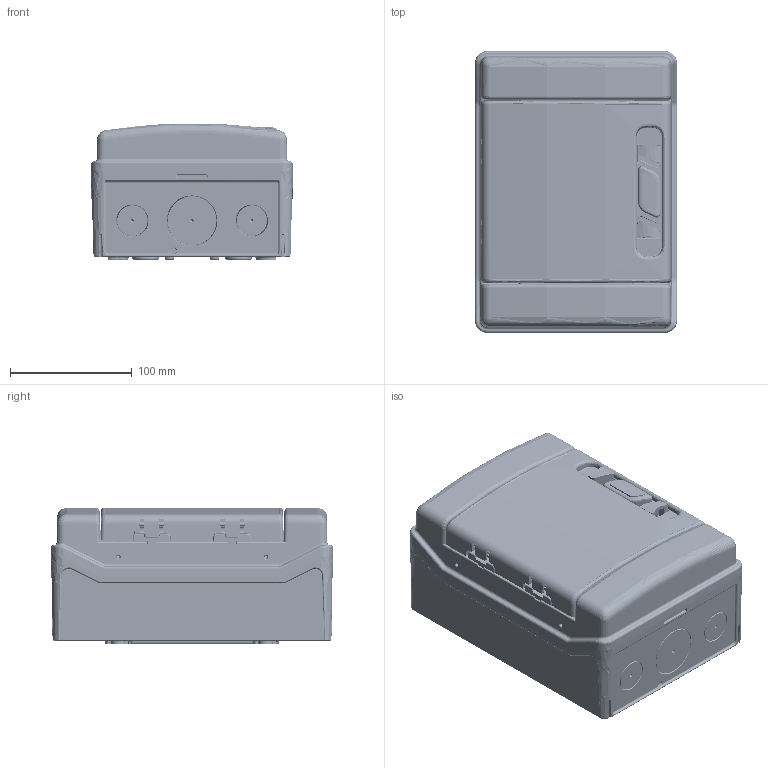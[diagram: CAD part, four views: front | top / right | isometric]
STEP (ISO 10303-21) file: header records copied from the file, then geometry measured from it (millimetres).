
FILE_DESCRIPTION((''),'2;1');
FILE_NAME('MODAB41PN','2018-01-05T',('antti_kumpulainen'),(''),'CREO PARAMETRIC BY PTC INC, 2015290','CREO PARAMETRIC BY PTC INC, 2015290','');
FILE_SCHEMA(('AUTOMOTIVE_DESIGN { 1 0 10303 214 1 1 1 1 }'));
Length unit declared in the file: millimetre
Products named in the file (1): MODAB41PN
Bounding box: 165.62 x 231 x 112.24 mm (x, y, z)
Volume: 10280.4 mm3; surface area: 530736.8 mm2
Topology: 8 solids, 11 shells, 6875 faces, 16914 edges, 9756 vertices
Faces by surface type: cylinder 1930, bspline 1927, plane 1518, torus 659, cone 544, sphere 264, extrusion 30, revolution 3
Entity records: 397370 total; most frequent: CARTESIAN_POINT 154066, ORIENTED_EDGE 33050, DIRECTION 26251, PRESENTATION_STYLE_ASSIGNMENT 23399, STYLED_ITEM 16597, CURVE_STYLE 16586, EDGE_CURVE 16561, AXIS2_PLACEMENT_3D 9959
